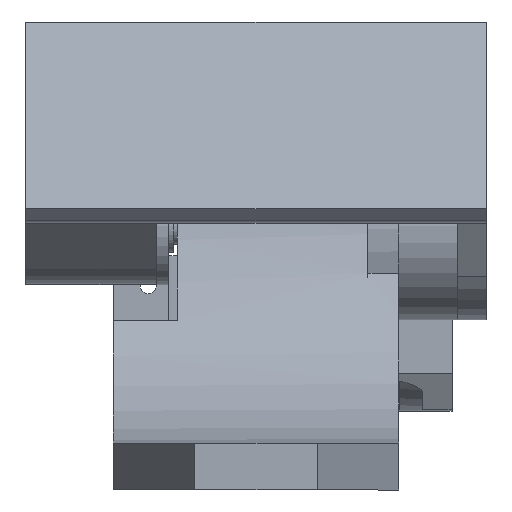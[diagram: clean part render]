
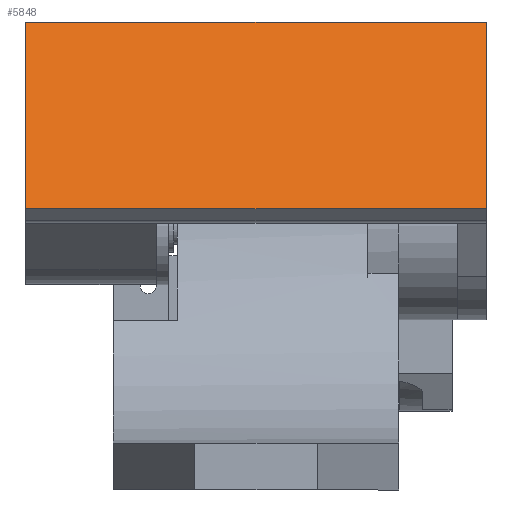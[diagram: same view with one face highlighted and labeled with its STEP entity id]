
A CAD part, left-side view. The second image highlights one B-rep face of the part: STEP entity #5848.
In plain terms, the highlighted face is planar.
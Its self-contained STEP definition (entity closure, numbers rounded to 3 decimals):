
#978=FACE_OUTER_BOUND('',#1422,.T.);
#1422=EDGE_LOOP('',(#5092,#5093,#5094,#5095));
#1923=LINE('',#9705,#2403);
#1927=LINE('',#9712,#2407);
#1953=LINE('',#9842,#2433);
#1954=LINE('',#9844,#2434);
#2403=VECTOR('',#7977,10.);
#2407=VECTOR('',#7983,10.);
#2433=VECTOR('',#8107,10.);
#2434=VECTOR('',#8110,10.);
#2894=VERTEX_POINT('',#9702);
#2895=VERTEX_POINT('',#9704);
#2897=VERTEX_POINT('',#9710);
#2932=VERTEX_POINT('',#9840);
#3615=EDGE_CURVE('',#2894,#2895,#1923,.T.);
#3619=EDGE_CURVE('',#2894,#2897,#1927,.T.);
#3674=EDGE_CURVE('',#2932,#2895,#1953,.T.);
#3675=EDGE_CURVE('',#2897,#2932,#1954,.T.);
#5092=ORIENTED_EDGE('',*,*,#3619,.T.);
#5093=ORIENTED_EDGE('',*,*,#3675,.T.);
#5094=ORIENTED_EDGE('',*,*,#3674,.T.);
#5095=ORIENTED_EDGE('',*,*,#3615,.F.);
#5553=PLANE('',#6532);
#5848=ADVANCED_FACE('',(#978),#5553,.T.);
#6532=AXIS2_PLACEMENT_3D('',#9843,#8108,#8109);
#7977=DIRECTION('',(0.,0.768,-0.64));
#7983=DIRECTION('',(-1.,0.,0.));
#8107=DIRECTION('',(1.,0.,0.));
#8108=DIRECTION('center_axis',(0.,-0.64,-0.768));
#8109=DIRECTION('ref_axis',(0.,0.768,-0.64));
#8110=DIRECTION('',(0.,0.768,-0.64));
#9702=CARTESIAN_POINT('',(78.9,-163.329,46.941));
#9704=CARTESIAN_POINT('',(78.9,-125.,15.));
#9705=CARTESIAN_POINT('',(78.9,-167.,50.));
#9710=CARTESIAN_POINT('',(0.,-163.329,46.941));
#9712=CARTESIAN_POINT('',(0.,-163.329,46.941));
#9840=CARTESIAN_POINT('',(0.,-125.,15.));
#9842=CARTESIAN_POINT('',(0.,-125.,15.));
#9843=CARTESIAN_POINT('Origin',(0.,-167.,50.));
#9844=CARTESIAN_POINT('',(0.,-167.,50.));
